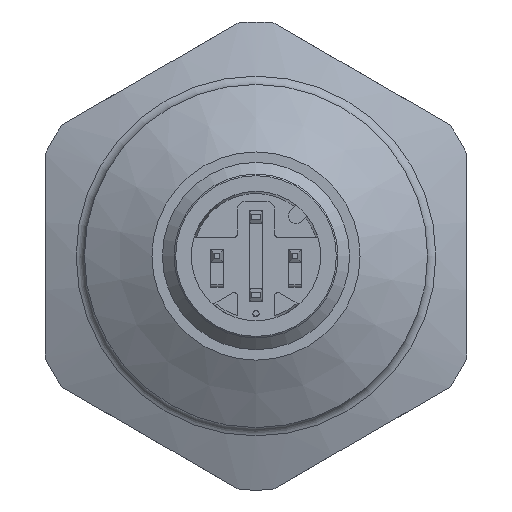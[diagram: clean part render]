
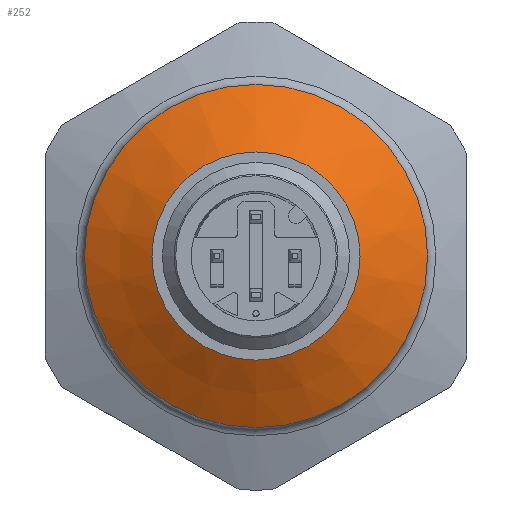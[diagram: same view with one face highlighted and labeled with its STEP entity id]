
A CAD part, front view. The second image highlights one B-rep face of the part: STEP entity #252.
In plain terms, the highlighted conical face has half-angle 60 degrees and reference radius 6.67 mm.
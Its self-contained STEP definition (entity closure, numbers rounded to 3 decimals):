
#252 = ADVANCED_FACE( '', ( #644, #645 ), #646, .T. );
#644 = FACE_OUTER_BOUND( '', #1208, .T. );
#645 = FACE_BOUND( '', #1209, .T. );
#646 = CONICAL_SURFACE( '', #1210, 6.67, 1.047 );
#1208 = EDGE_LOOP( '', ( #1939 ) );
#1209 = EDGE_LOOP( '', ( #1940 ) );
#1210 = AXIS2_PLACEMENT_3D( '', #1941, #1942, #1943 );
#1939 = ORIENTED_EDGE( '', *, *, #3302, .F. );
#1940 = ORIENTED_EDGE( '', *, *, #3303, .T. );
#1941 = CARTESIAN_POINT( '', ( 0., -58.1, 0. ) );
#1942 = DIRECTION( '', ( 0., 1., 0. ) );
#1943 = DIRECTION( '', ( 0., 0., 1. ) );
#3302 = EDGE_CURVE( '', #3986, #3986, #3987, .T. );
#3303 = EDGE_CURVE( '', #3988, #3988, #3989, .T. );
#3986 = VERTEX_POINT( '', #5002 );
#3987 = CIRCLE( '', #5003, 11. );
#3988 = VERTEX_POINT( '', #5004 );
#3989 = CIRCLE( '', #5005, 6.67 );
#5002 = CARTESIAN_POINT( '', ( 0., -55.6, 11. ) );
#5003 = AXIS2_PLACEMENT_3D( '', #6003, #6004, #6005 );
#5004 = CARTESIAN_POINT( '', ( 0., -58.1, 6.67 ) );
#5005 = AXIS2_PLACEMENT_3D( '', #6006, #6007, #6008 );
#6003 = CARTESIAN_POINT( '', ( 0., -55.6, 0. ) );
#6004 = DIRECTION( '', ( 0., 1., 0. ) );
#6005 = DIRECTION( '', ( 0., 0., 1. ) );
#6006 = CARTESIAN_POINT( '', ( 0., -58.1, 0. ) );
#6007 = DIRECTION( '', ( 0., 1., 0. ) );
#6008 = DIRECTION( '', ( 0., 0., 1. ) );
